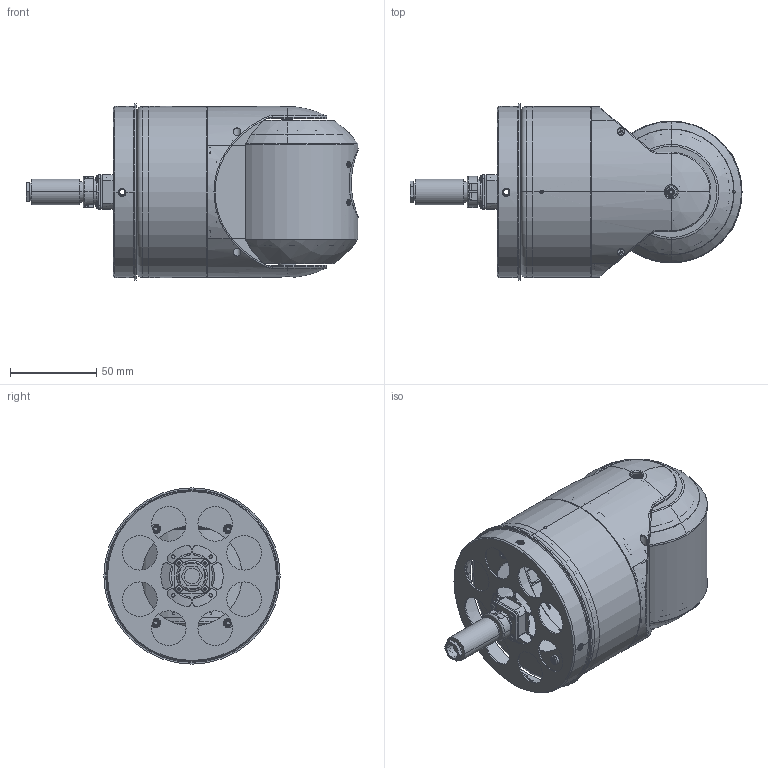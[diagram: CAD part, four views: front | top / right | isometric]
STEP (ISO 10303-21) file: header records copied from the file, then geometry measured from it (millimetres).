
FILE_DESCRIPTION (( 'STEP AP214' ), '1' );
FILE_NAME ('ÃØÔÞ.467864.23.000.STEP', '2016-03-15T13:27:24', ( '' ), ( '' ), 'SwSTEP 2.0', 'SolidWorks 2015', '' );
FILE_SCHEMA (( 'AUTOMOTIVE_DESIGN' ));
Length unit declared in the file: millimetre
Products named in the file (1): 贈婝.467864.23.000
Bounding box: 192.2 x 102 x 102 mm (x, y, z)
Volume: 73527.2 mm3; surface area: 161847.7 mm2
Topology: 48 solids, 48 shells, 2774 faces, 6800 edges, 4164 vertices
Faces by surface type: cylinder 1050, plane 676, bspline 588, cone 262, torus 172, sphere 26
Entity records: 155944 total; most frequent: CARTESIAN_POINT 62977, ORIENTED_EDGE 13512, DIRECTION 12587, EDGE_CURVE 6756, AXIS2_PLACEMENT_3D 5083, VERTEX_POINT 4164, EDGE_LOOP 3058, CIRCLE 2896
